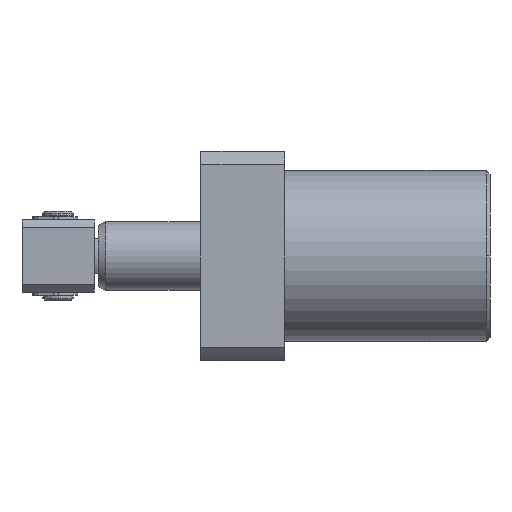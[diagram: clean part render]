
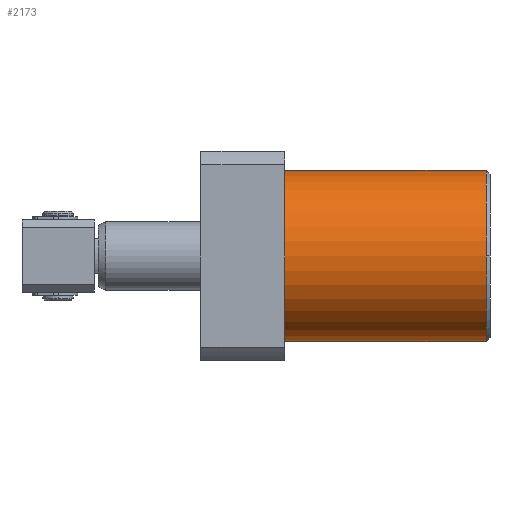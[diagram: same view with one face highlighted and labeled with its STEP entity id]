
A CAD part, left-side view. The second image highlights one B-rep face of the part: STEP entity #2173.
In plain terms, the highlighted cylindrical face has radius 22.5 mm (diameter 45 mm), a partial arc.
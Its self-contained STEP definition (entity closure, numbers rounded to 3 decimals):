
#303 = EDGE_CURVE ( 'NONE', #3453, #2460, #2176, .T. ) ;
#458 = CARTESIAN_POINT ( 'NONE',  ( -22.5, -53., 0. ) ) ;
#498 = CARTESIAN_POINT ( 'NONE',  ( 0., -53., 0. ) ) ;
#638 = ORIENTED_EDGE ( 'NONE', *, *, #4591, .F. ) ;
#715 = AXIS2_PLACEMENT_3D ( 'NONE', #3244, #2835, #4362 ) ;
#725 = ORIENTED_EDGE ( 'NONE', *, *, #303, .T. ) ;
#835 = DIRECTION ( 'NONE',  ( 0., -1., 0. ) ) ;
#877 = VECTOR ( 'NONE', #835, 1000. ) ;
#1015 = VERTEX_POINT ( 'NONE', #458 ) ;
#1075 = VERTEX_POINT ( 'NONE', #1576 ) ;
#1131 = DIRECTION ( 'NONE',  ( 0., 1., 0. ) ) ;
#1460 = DIRECTION ( 'NONE',  ( 0., 0., -1. ) ) ;
#1576 = CARTESIAN_POINT ( 'NONE',  ( 0., 0., 22.5 ) ) ;
#1606 = EDGE_CURVE ( 'NONE', #3980, #1015, #1660, .T. ) ;
#1660 = CIRCLE ( 'NONE', #5073, 22.5 ) ;
#1801 = AXIS2_PLACEMENT_3D ( 'NONE', #3041, #4200, #1460 ) ;
#1845 = EDGE_CURVE ( 'NONE', #1015, #2460, #4255, .T. ) ;
#2173 = ADVANCED_FACE ( 'NONE', ( #3590 ), #4747, .T. ) ;
#2176 = LINE ( 'NONE', #3338, #877 ) ;
#2460 = VERTEX_POINT ( 'NONE', #2561 ) ;
#2462 = DIRECTION ( 'NONE',  ( 0., 0., -1. ) ) ;
#2561 = CARTESIAN_POINT ( 'NONE',  ( 0., -53., -22.5 ) ) ;
#2586 = EDGE_LOOP ( 'NONE', ( #638, #2860, #725, #4612, #3063 ) ) ;
#2670 = AXIS2_PLACEMENT_3D ( 'NONE', #3065, #1131, #4276 ) ;
#2835 = DIRECTION ( 'NONE',  ( 0., -1., 0. ) ) ;
#2843 = CARTESIAN_POINT ( 'NONE',  ( 0., 0., 22.5 ) ) ;
#2860 = ORIENTED_EDGE ( 'NONE', *, *, #4902, .F. ) ;
#2910 = DIRECTION ( 'NONE',  ( 0., -1., 0. ) ) ;
#3041 = CARTESIAN_POINT ( 'NONE',  ( 0., -53., 0. ) ) ;
#3063 = ORIENTED_EDGE ( 'NONE', *, *, #1606, .F. ) ;
#3065 = CARTESIAN_POINT ( 'NONE',  ( 0., 0., 0. ) ) ;
#3244 = CARTESIAN_POINT ( 'NONE',  ( 0., 0., 0. ) ) ;
#3338 = CARTESIAN_POINT ( 'NONE',  ( 0., 0., -22.5 ) ) ;
#3449 = VECTOR ( 'NONE', #2910, 1000. ) ;
#3453 = VERTEX_POINT ( 'NONE', #3541 ) ;
#3541 = CARTESIAN_POINT ( 'NONE',  ( 0., 0., -22.5 ) ) ;
#3590 = FACE_OUTER_BOUND ( 'NONE', #2586, .T. ) ;
#3881 = CARTESIAN_POINT ( 'NONE',  ( 0., -53., 22.5 ) ) ;
#3980 = VERTEX_POINT ( 'NONE', #3881 ) ;
#4200 = DIRECTION ( 'NONE',  ( 0., -1., 0. ) ) ;
#4255 = CIRCLE ( 'NONE', #1801, 22.5 ) ;
#4276 = DIRECTION ( 'NONE',  ( 0., 0., -1. ) ) ;
#4285 = CIRCLE ( 'NONE', #2670, 22.5 ) ;
#4362 = DIRECTION ( 'NONE',  ( 0., 0., -1. ) ) ;
#4444 = DIRECTION ( 'NONE',  ( 0., -1., 0. ) ) ;
#4591 = EDGE_CURVE ( 'NONE', #1075, #3980, #5025, .T. ) ;
#4612 = ORIENTED_EDGE ( 'NONE', *, *, #1845, .F. ) ;
#4747 = CYLINDRICAL_SURFACE ( 'NONE', #715, 22.5 ) ;
#4902 = EDGE_CURVE ( 'NONE', #3453, #1075, #4285, .T. ) ;
#5025 = LINE ( 'NONE', #2843, #3449 ) ;
#5073 = AXIS2_PLACEMENT_3D ( 'NONE', #498, #4444, #2462 ) ;
